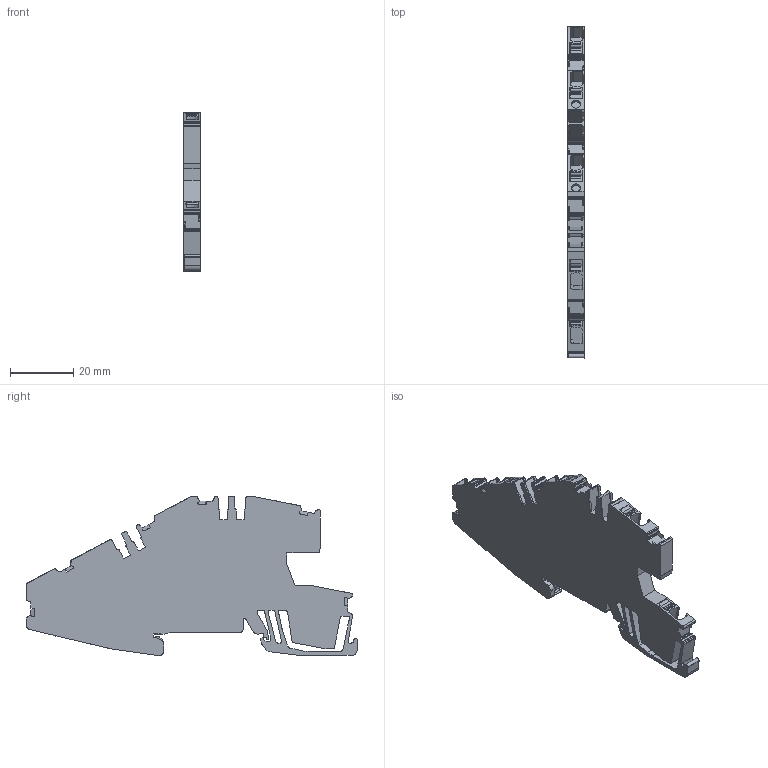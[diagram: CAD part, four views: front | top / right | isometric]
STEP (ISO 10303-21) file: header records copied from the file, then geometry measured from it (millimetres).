
FILE_DESCRIPTION(('CATIA V5R22 STEP214','CAx-IF Rec.Pracs.--- Model Styling and Organization---1.4--- 2014-01-23'),'2;1');
FILE_NAME ('D1463599_1', '2020-12-10T08:43:21+00:00', ('Weidmueller Interface'), ('Weidmueller'), 'CATIA Version 5-6 Release 2016 SP3 HF44', 'CATIA V5 STEP AP214', 'none');
FILE_SCHEMA(('AUTOMOTIVE_DESIGN { 1 0 10303 214 1 1 1 1 }'));
Length unit declared in the file: millimetre
Products named in the file (1): 2668940000_S
Bounding box: 5.1 x 104.58 x 50.21 mm (x, y, z)
Volume: 16011.3 mm3; surface area: 10411.1 mm2
Topology: 9 solids, 9 shells, 1071 faces, 3114 edges, 2064 vertices
Faces by surface type: plane 474, cylinder 403, extrusion 194
Entity records: 37654 total; most frequent: CARTESIAN_POINT 9376, ORIENTED_EDGE 6228, DIRECTION 4479, EDGE_CURVE 3114, VECTOR 2241, VERTEX_POINT 2064, LINE 2047, AXIS2_PLACEMENT_3D 1457
